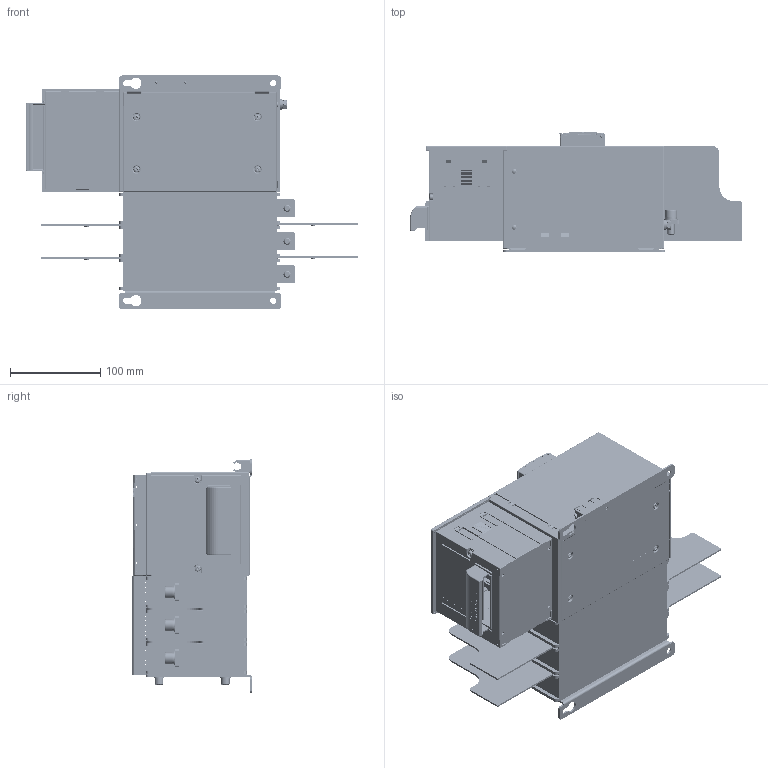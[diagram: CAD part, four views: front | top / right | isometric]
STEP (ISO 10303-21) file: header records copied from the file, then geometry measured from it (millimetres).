
FILE_DESCRIPTION (( 'STEP AP203' ), '1' );
FILE_NAME ('XDQ3-250 3P 2A02-1.STEP', '2024-04-08T07:45:24', ( '' ), ( '' ), 'SwSTEP 2.0', 'SolidWorks 2016', '' );
FILE_SCHEMA (( 'CONFIG_CONTROL_DESIGN' ));
Length unit declared in the file: millimetre
Products named in the file (55): GB T 823 M4X6; GB T 97.1 4_2; YC101-762-8P-4_A; GB T 845 ST2.9.6.5; JXLD-4; GB T9074.13 M6X12; 8XD.143.4101; 6XD.716.4102.1-2; JXLD-10; 8XD.203.4304; 5XD.558.4304; GB T 70 M10.20; GB T 93 6; JXLD-9; GB T 819.2 M4 6; GB T 70.1 M8.20; GB T 93 8; 8XD.315.4104; 5XD.925.4306-3; 8xd.142.4304; 8XD.140.4301(darwing); GB T 97.1.5 8; 5XD.925.4306-2; JXLD-6; 8XD.300.4103_MODEL; 8XD.251.4101; GB T 93 4_2; 8XD.203.4306; 5XD.300.4101_MODEL; XDQ3-A-CTL; GB T 823 M3X8; GB T 29.2 M6.12; JXLD-11; 8XD.005.4101; 6XD.730.4305; 5XD.251.4102; JXLD-7; XDQ3-250 3P 2A02-1; 8XD.143.4201; 8XD.300.4109 ...
Assembly tree (104 placements, depth 5):
  XDQ3-250 3P 2A02-1
    6XD.730.4305
      GB T 9074 4.10
        GB T 823 M4X10
        GB T 93 4_2
        GB T 97.1 4_2
      5XD.558.4304
        8XD.203.4304
        8XD.203.4306
        5XD.558.4300_1  x3
      5XD.925.4306
        8XD.925.4306
        GB T 93 6
        GB T 97.1.5 6
      5XD.925.4306-1
        8XD.925.4306
        GB T 93 6
        GB T 97.1.5 6
      5XD.925.4306-2
        8XD.925.4306
        GB T 93 6
        GB T 97.1.5 6
      5XD.925.4306-3
        8XD.925.4306
        GB T 93 6
        GB T 97.1.5 6
      JXLD-3
        GB T 70.1 M8.20
        GB T 93 8
        GB T 97.1.5 8
      JXLD-4
        GB T 70.1 M8.20
        GB T 93 8
        GB T 97.1.5 8
      JXLD-5
        GB T 70.1 M8.20
        GB T 93 8
        GB T 97.1.5 8
      JXLD-6
        GB T 70.1 M8.20
        GB T 93 8
        GB T 97.1.5 8
      JXLD-7
        GB T 70.1 M8.20
        GB T 93 8
        GB T 97.1.5 8
      JXLD-8
        GB T 70.1 M8.20
        GB T 93 8
        GB T 97.1.5 8
      JXLD-9
        GB T 70.1 M8.20
        GB T 93 8
        GB T 97.1.5 8
      JXLD-10
        GB T 70.1 M8.20
        GB T 93 8
        GB T 97.1.5 8
      JXLD-11
        GB T 70.1 M8.20
Bounding box: 367.3 x 132.85 x 258.42 mm (x, y, z)
Volume: 1361467.1 mm3; surface area: 996608.3 mm2
Topology: 148 solids, 162 shells, 7478 faces, 20219 edges, 13245 vertices
Faces by surface type: plane 5643, cylinder 1199, bspline 336, cone 243, torus 39, sphere 18
Full cylindrical faces by diameter (mm): 1.4 x8, 1.6 x13, 2 x2, 2.1 x6, 2.128 x8, 2.129 x8, 2.4 x2, 2.458 x2, 2.459 x2, 2.5 x4, 2.6 x2, 2.675 x2, 2.8 x10, 2.9 x4, 3 x21, 3.241 x13, 3.242 x13, 3.3 x2, 3.5 x15, 3.52 x1, 3.521 x2, 3.545 x11, 3.78 x8, 3.8 x8, 3.9 x15, 4 x26, 4.109 x1, 4.3 x3, 4.5 x3, 4.917 x1
Entity records: 212619 total; most frequent: CARTESIAN_POINT 58695, ORIENTED_EDGE 31414, DIRECTION 27762, EDGE_CURVE 15711, VECTOR 12588, LINE 12588, VERTEX_POINT 10522, AXIS2_PLACEMENT_3D 7587
